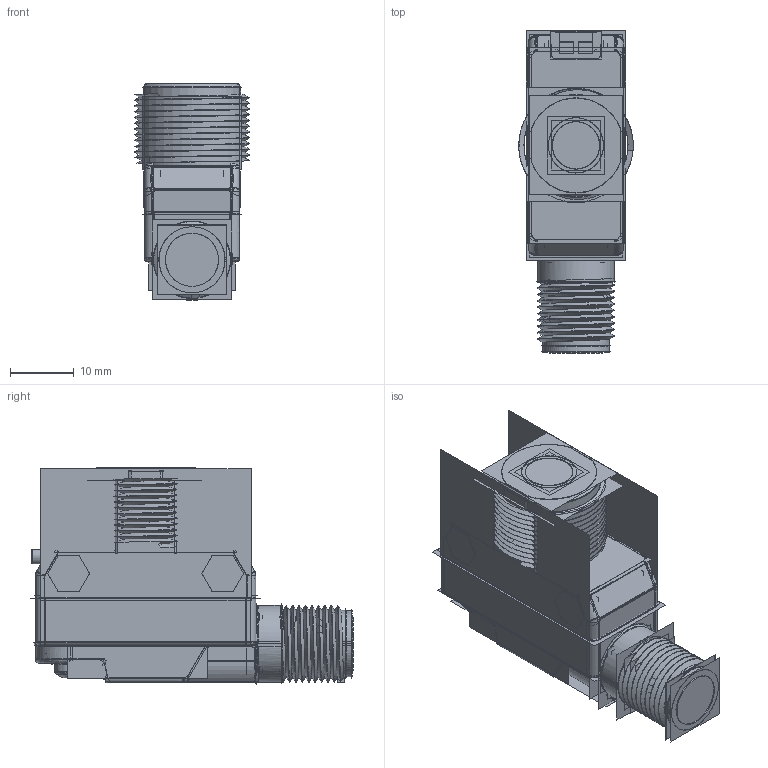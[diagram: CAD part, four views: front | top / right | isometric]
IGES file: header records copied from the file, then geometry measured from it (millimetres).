
Start section:  PTC IGES file: 210626.igs
Global section: file name: 210626.igs; native system: Creo Parametric by PTC Inc.; preprocessor: 2018300; author: pdmadmin; organization: Unknown; date: 20190221.093047; units: millimetre
Bounding box: 17.89 x 50.37 x 33.93 mm (x, y, z)
Volume: 7312.1 mm3; surface area: 76155.8 mm2
Topology: 9 solids, 10 shells, 1570 faces, 7840 edges, 9847 vertices
Faces by surface type: revolution 812, bspline 758
